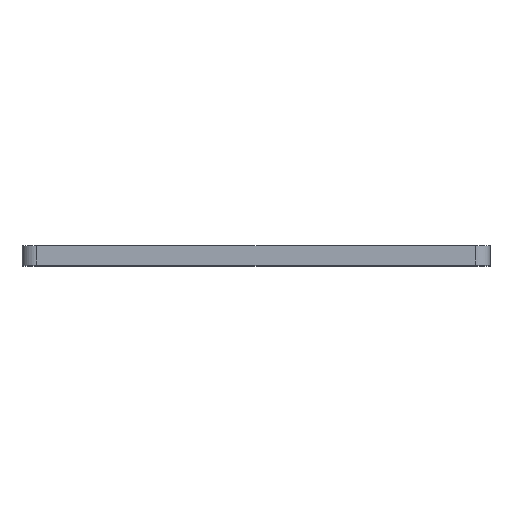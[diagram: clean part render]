
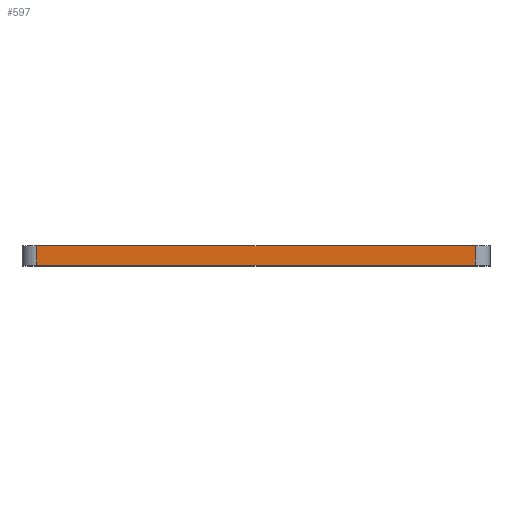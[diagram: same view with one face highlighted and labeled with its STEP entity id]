
A CAD part, top view. The second image highlights one B-rep face of the part: STEP entity #597.
In plain terms, the highlighted planar face has unit normal (0, 0, 1).
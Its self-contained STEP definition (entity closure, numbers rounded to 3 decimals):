
#21 = CARTESIAN_POINT ( 'NONE',  ( 45., 0., 123. ) ) ;
#81 = FACE_OUTER_BOUND ( 'NONE', #461, .T. ) ;
#104 = CARTESIAN_POINT ( 'NONE',  ( -45., 0., 123. ) ) ;
#147 = CARTESIAN_POINT ( 'NONE',  ( -45., 0., 123. ) ) ;
#152 = CARTESIAN_POINT ( 'NONE',  ( -48., 4., 123. ) ) ;
#158 = EDGE_CURVE ( 'NONE', #528, #172, #344, .T. ) ;
#172 = VERTEX_POINT ( 'NONE', #178 ) ;
#178 = CARTESIAN_POINT ( 'NONE',  ( 45., 4., 123. ) ) ;
#182 = VECTOR ( 'NONE', #506, 1000. ) ;
#201 = VECTOR ( 'NONE', #340, 1000. ) ;
#214 = DIRECTION ( 'NONE',  ( 1., 0., 0. ) ) ;
#224 = PLANE ( 'NONE',  #337 ) ;
#291 = EDGE_CURVE ( 'NONE', #524, #172, #386, .T. ) ;
#317 = CARTESIAN_POINT ( 'NONE',  ( -45., 4., 123. ) ) ;
#328 = EDGE_CURVE ( 'NONE', #570, #528, #631, .T. ) ;
#332 = DIRECTION ( 'NONE',  ( 0., 0., 1. ) ) ;
#337 = AXIS2_PLACEMENT_3D ( 'NONE', #500, #332, #214 ) ;
#340 = DIRECTION ( 'NONE',  ( 0., -1., 0. ) ) ;
#344 = LINE ( 'NONE', #588, #665 ) ;
#386 = LINE ( 'NONE', #152, #728 ) ;
#441 = ORIENTED_EDGE ( 'NONE', *, *, #682, .T. ) ;
#461 = EDGE_LOOP ( 'NONE', ( #706, #544, #703, #441 ) ) ;
#500 = CARTESIAN_POINT ( 'NONE',  ( -48., 0., 123. ) ) ;
#503 = DIRECTION ( 'NONE',  ( 1., 0., 0. ) ) ;
#506 = DIRECTION ( 'NONE',  ( 1., 0., 0. ) ) ;
#518 = LINE ( 'NONE', #104, #201 ) ;
#524 = VERTEX_POINT ( 'NONE', #317 ) ;
#528 = VERTEX_POINT ( 'NONE', #21 ) ;
#544 = ORIENTED_EDGE ( 'NONE', *, *, #158, .T. ) ;
#570 = VERTEX_POINT ( 'NONE', #147 ) ;
#588 = CARTESIAN_POINT ( 'NONE',  ( 45., 0., 123. ) ) ;
#597 = ADVANCED_FACE ( 'NONE', ( #81 ), #224, .T. ) ;
#631 = LINE ( 'NONE', #752, #182 ) ;
#650 = DIRECTION ( 'NONE',  ( 0., 1., 0. ) ) ;
#665 = VECTOR ( 'NONE', #650, 1000. ) ;
#682 = EDGE_CURVE ( 'NONE', #524, #570, #518, .T. ) ;
#703 = ORIENTED_EDGE ( 'NONE', *, *, #291, .F. ) ;
#706 = ORIENTED_EDGE ( 'NONE', *, *, #328, .T. ) ;
#728 = VECTOR ( 'NONE', #503, 1000. ) ;
#752 = CARTESIAN_POINT ( 'NONE',  ( -48., 0., 123. ) ) ;
